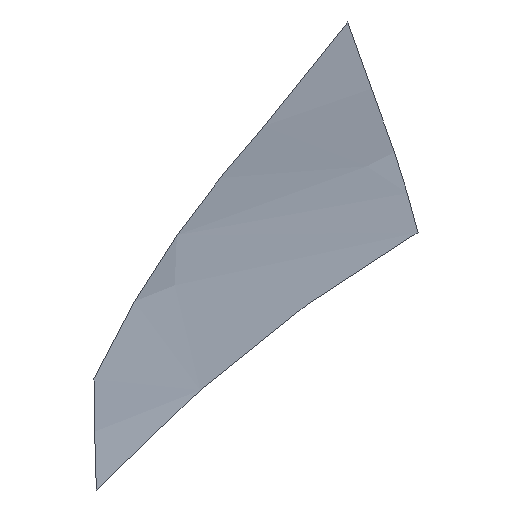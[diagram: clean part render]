
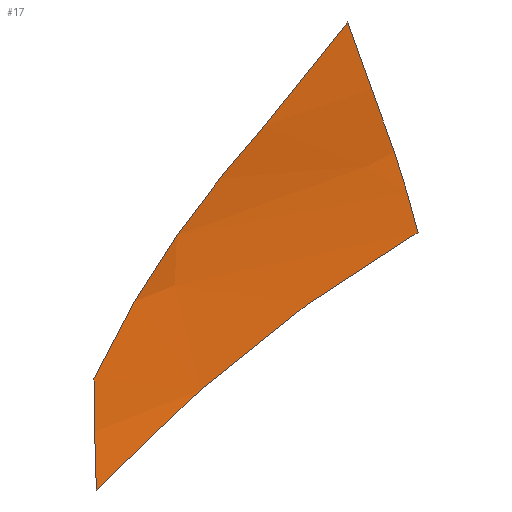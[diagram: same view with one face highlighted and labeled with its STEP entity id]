
A CAD part, isometric view. The second image highlights one B-rep face of the part: STEP entity #17.
In plain terms, the highlighted free-form (B-spline) face has degree [3, 3] with [4, 4] control points.
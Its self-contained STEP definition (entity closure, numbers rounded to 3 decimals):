
#17 = ADVANCED_FACE('',(#18),#50,.T.);
#18 = FACE_BOUND('',#19,.F.);
#19 = EDGE_LOOP('',(#20,#73,#107,#141));
#20 = ORIENTED_EDGE('',*,*,#21,.T.);
#21 = EDGE_CURVE('',#22,#24,#26,.T.);
#22 = VERTEX_POINT('',#23);
#23 = CARTESIAN_POINT('',(1.401,1.535,0.664)
  );
#24 = VERTEX_POINT('',#25);
#25 = CARTESIAN_POINT('',(2.869,3.047,0.997)
  );
#26 = SURFACE_CURVE('',#27,(#49),.PCURVE_S1.);
#27 = B_SPLINE_CURVE_WITH_KNOTS('',1,(#28,#29,#30,#31,#32,#33,#34,#35,
    #36,#37,#38,#39,#40,#41,#42,#43,#44,#45,#46,#47,#48),.UNSPECIFIED.,
  .F.,.F.,(2,1,1,1,1,1,1,1,1,1,1,1,1,1,1,1,1,1,1,1,2),(0.,
    0.007,0.014,0.021,
    0.028,0.035,0.042,
    0.049,0.057,0.064,
    0.071,0.078,0.085,
    0.092,0.099,0.106,0.113,
    0.12,0.127,0.134,0.141),
  .PIECEWISE_BEZIER_KNOTS.);
#28 = CARTESIAN_POINT('',(1.401,1.535,0.664)
  );
#29 = CARTESIAN_POINT('',(1.473,1.611,0.69)
  );
#30 = CARTESIAN_POINT('',(1.545,1.687,0.714));
#31 = CARTESIAN_POINT('',(1.618,1.763,0.738)
  );
#32 = CARTESIAN_POINT('',(1.69,1.839,0.761)
  );
#33 = CARTESIAN_POINT('',(1.763,1.915,0.783));
#34 = CARTESIAN_POINT('',(1.835,1.991,0.804)
  );
#35 = CARTESIAN_POINT('',(1.908,2.066,0.824)
  );
#36 = CARTESIAN_POINT('',(1.981,2.142,0.843)
  );
#37 = CARTESIAN_POINT('',(2.055,2.218,0.862));
#38 = CARTESIAN_POINT('',(2.128,2.293,0.879));
#39 = CARTESIAN_POINT('',(2.201,2.369,0.895)
  );
#40 = CARTESIAN_POINT('',(2.275,2.444,0.91)
  );
#41 = CARTESIAN_POINT('',(2.349,2.52,0.925)
  );
#42 = CARTESIAN_POINT('',(2.423,2.595,0.938));
#43 = CARTESIAN_POINT('',(2.497,2.67,0.951));
#44 = CARTESIAN_POINT('',(2.571,2.746,0.962));
#45 = CARTESIAN_POINT('',(2.645,2.821,0.972)
  );
#46 = CARTESIAN_POINT('',(2.719,2.896,0.982));
#47 = CARTESIAN_POINT('',(2.794,2.971,0.99)
  );
#48 = CARTESIAN_POINT('',(2.869,3.047,0.997)
  );
#49 = PCURVE('',#50,#67);
#50 = B_SPLINE_SURFACE_WITH_KNOTS('',3,3,(
    (#51,#52,#53,#54)
    ,(#55,#56,#57,#58)
    ,(#59,#60,#61,#62)
    ,(#63,#64,#65,#66
    )),.UNSPECIFIED.,.F.,.F.,.F.,(4,4),(4,4),(0.,1.),(0.,1.),
  .PIECEWISE_BEZIER_KNOTS.);
#51 = CARTESIAN_POINT('',(0.,0.,0.));
#52 = CARTESIAN_POINT('',(0.,5.162,0.));
#53 = CARTESIAN_POINT('',(0.,9.838,0.));
#54 = CARTESIAN_POINT('',(0.,15.,-0.));
#55 = CARTESIAN_POINT('',(4.544,0.,2.573));
#56 = CARTESIAN_POINT('',(4.544,5.162,2.712)
  );
#57 = CARTESIAN_POINT('',(4.544,9.838,-2.712)
  );
#58 = CARTESIAN_POINT('',(4.544,15.,-2.573));
#59 = CARTESIAN_POINT('',(10.456,0.,2.573));
#60 = CARTESIAN_POINT('',(10.456,5.162,2.712)
  );
#61 = CARTESIAN_POINT('',(10.456,9.838,-2.712
    ));
#62 = CARTESIAN_POINT('',(10.456,15.,-2.573));
#63 = CARTESIAN_POINT('',(15.,0.,0.));
#64 = CARTESIAN_POINT('',(15.,5.162,0.));
#65 = CARTESIAN_POINT('',(15.,9.838,0.));
#66 = CARTESIAN_POINT('',(15.,15.,0.));
#67 = DEFINITIONAL_REPRESENTATION('',(#68),#72);
#68 = LINE('',#69,#70);
#69 = CARTESIAN_POINT('',(0.1,0.1));
#70 = VECTOR('',#71,1.);
#71 = DIRECTION('',(0.707,0.707));
#72 = ( GEOMETRIC_REPRESENTATION_CONTEXT(2) 
PARAMETRIC_REPRESENTATION_CONTEXT() REPRESENTATION_CONTEXT('2D SPACE',''
  ) );
#73 = ORIENTED_EDGE('',*,*,#74,.T.);
#74 = EDGE_CURVE('',#24,#75,#77,.T.);
#75 = VERTEX_POINT('',#76);
#76 = CARTESIAN_POINT('',(12.131,7.5,0.));
#77 = SURFACE_CURVE('',#78,(#100),.PCURVE_S1.);
#78 = B_SPLINE_CURVE_WITH_KNOTS('',1,(#79,#80,#81,#82,#83,#84,#85,#86,
    #87,#88,#89,#90,#91,#92,#93,#94,#95,#96,#97,#98,#99),.UNSPECIFIED.,
  .F.,.F.,(2,1,1,1,1,1,1,1,1,1,1,1,1,1,1,1,1,1,1,1,2),(0.,
    0.034,0.067,0.101,0.134,
    0.168,0.201,0.235,0.268,
    0.302,0.335,0.369,0.402,
    0.436,0.47,0.503,0.537,
    0.57,0.604,0.637,0.671),
  .PIECEWISE_BEZIER_KNOTS.);
#79 = CARTESIAN_POINT('',(2.869,3.047,0.997)
  );
#80 = CARTESIAN_POINT('',(3.319,3.272,1.064)
  );
#81 = CARTESIAN_POINT('',(3.774,3.496,1.109)
  );
#82 = CARTESIAN_POINT('',(4.232,3.721,1.135)
  );
#83 = CARTESIAN_POINT('',(4.693,3.945,1.142));
#84 = CARTESIAN_POINT('',(5.157,4.168,1.131)
  );
#85 = CARTESIAN_POINT('',(5.623,4.392,1.104)
  );
#86 = CARTESIAN_POINT('',(6.09,4.615,1.062)
  );
#87 = CARTESIAN_POINT('',(6.56,4.838,1.007)
  );
#88 = CARTESIAN_POINT('',(7.03,5.061,0.94)
  );
#89 = CARTESIAN_POINT('',(7.5,5.283,0.864));
#90 = CARTESIAN_POINT('',(7.97,5.505,0.779)
  );
#91 = CARTESIAN_POINT('',(8.44,5.727,0.689)
  );
#92 = CARTESIAN_POINT('',(8.91,5.949,0.595)
  );
#93 = CARTESIAN_POINT('',(9.377,6.171,0.499)
  );
#94 = CARTESIAN_POINT('',(9.843,6.393,0.403));
#95 = CARTESIAN_POINT('',(10.307,6.614,0.309)
  );
#96 = CARTESIAN_POINT('',(10.768,6.836,0.22)
  );
#97 = CARTESIAN_POINT('',(11.226,7.057,0.137)
  );
#98 = CARTESIAN_POINT('',(11.681,7.279,
    0.063));
#99 = CARTESIAN_POINT('',(12.131,7.5,0.));
#100 = PCURVE('',#50,#101);
#101 = DEFINITIONAL_REPRESENTATION('',(#102),#106);
#102 = LINE('',#103,#104);
#103 = CARTESIAN_POINT('',(0.2,0.2));
#104 = VECTOR('',#105,1.);
#105 = DIRECTION('',(0.894,0.447));
#106 = ( GEOMETRIC_REPRESENTATION_CONTEXT(2) 
PARAMETRIC_REPRESENTATION_CONTEXT() REPRESENTATION_CONTEXT('2D SPACE',''
  ) );
#107 = ORIENTED_EDGE('',*,*,#108,.T.);
#108 = EDGE_CURVE('',#75,#109,#111,.T.);
#109 = VERTEX_POINT('',#110);
#110 = CARTESIAN_POINT('',(7.5,1.535,1.844));
#111 = SURFACE_CURVE('',#112,(#134),.PCURVE_S1.);
#112 = B_SPLINE_CURVE_WITH_KNOTS('',1,(#113,#114,#115,#116,#117,#118,
    #119,#120,#121,#122,#123,#124,#125,#126,#127,#128,#129,#130,#131,
    #132,#133),.UNSPECIFIED.,.F.,.F.,(2,1,1,1,1,1,1,1,1,1,1,1,1,1,1,1,1,
    1,1,1,2),(0.,0.025,0.05,0.075,0.1,0.125,0.15,0.175,0.2,0.225,
    0.25,0.275,0.3,0.325,0.35,0.375,0.4,0.425,0.45,0.475,0.5),
  .PIECEWISE_BEZIER_KNOTS.);
#113 = CARTESIAN_POINT('',(12.131,7.5,0.));
#114 = CARTESIAN_POINT('',(11.907,7.205,
    0.08));
#115 = CARTESIAN_POINT('',(11.681,6.91,0.168
    ));
#116 = CARTESIAN_POINT('',(11.454,6.614,0.263
    ));
#117 = CARTESIAN_POINT('',(11.226,6.319,0.363
    ));
#118 = CARTESIAN_POINT('',(10.998,6.023,0.468
    ));
#119 = CARTESIAN_POINT('',(10.768,5.727,0.576
    ));
#120 = CARTESIAN_POINT('',(10.538,5.431,0.686)
  );
#121 = CARTESIAN_POINT('',(10.307,5.135,0.798
    ));
#122 = CARTESIAN_POINT('',(10.076,4.838,0.91
    ));
#123 = CARTESIAN_POINT('',(9.843,4.541,1.021)
  );
#124 = CARTESIAN_POINT('',(9.611,4.243,1.13)
  );
#125 = CARTESIAN_POINT('',(9.377,3.945,1.236)
  );
#126 = CARTESIAN_POINT('',(9.144,3.646,1.338)
  );
#127 = CARTESIAN_POINT('',(8.91,3.347,1.434)
  );
#128 = CARTESIAN_POINT('',(8.675,3.047,1.523)
  );
#129 = CARTESIAN_POINT('',(8.44,2.746,1.606)
  );
#130 = CARTESIAN_POINT('',(8.206,2.444,1.68)
  );
#131 = CARTESIAN_POINT('',(7.97,2.142,1.745)
  );
#132 = CARTESIAN_POINT('',(7.735,1.839,1.8)
  );
#133 = CARTESIAN_POINT('',(7.5,1.535,1.844));
#134 = PCURVE('',#50,#135);
#135 = DEFINITIONAL_REPRESENTATION('',(#136),#140);
#136 = LINE('',#137,#138);
#137 = CARTESIAN_POINT('',(0.8,0.5));
#138 = VECTOR('',#139,1.);
#139 = DIRECTION('',(-0.6,-0.8));
#140 = ( GEOMETRIC_REPRESENTATION_CONTEXT(2) 
PARAMETRIC_REPRESENTATION_CONTEXT() REPRESENTATION_CONTEXT('2D SPACE',''
  ) );
#141 = ORIENTED_EDGE('',*,*,#142,.T.);
#142 = EDGE_CURVE('',#109,#22,#143,.T.);
#143 = SURFACE_CURVE('',#144,(#166),.PCURVE_S1.);
#144 = B_SPLINE_CURVE_WITH_KNOTS('',1,(#145,#146,#147,#148,#149,#150,
    #151,#152,#153,#154,#155,#156,#157,#158,#159,#160,#161,#162,#163,
    #164,#165),.UNSPECIFIED.,.F.,.F.,(2,1,1,1,1,1,1,1,1,1,1,1,1,1,1,1,1,
    1,1,1,2),(0.,0.02,0.04,0.06,0.08,0.1,0.12,0.14,0.16,0.18,0.2
    ,0.22,0.24,0.26,0.28,0.3,0.32,0.34,0.36,0.38,0.4),.UNSPECIFIED.);
#145 = CARTESIAN_POINT('',(7.5,1.535,1.844));
#146 = CARTESIAN_POINT('',(7.186,1.535,1.841)
  );
#147 = CARTESIAN_POINT('',(6.873,1.535,1.832)
  );
#148 = CARTESIAN_POINT('',(6.56,1.535,1.818)
  );
#149 = CARTESIAN_POINT('',(6.247,1.535,1.797)
  );
#150 = CARTESIAN_POINT('',(5.934,1.535,1.771)
  );
#151 = CARTESIAN_POINT('',(5.623,1.535,1.738)
  );
#152 = CARTESIAN_POINT('',(5.312,1.535,1.7)
  );
#153 = CARTESIAN_POINT('',(5.002,1.535,1.655)
  );
#154 = CARTESIAN_POINT('',(4.693,1.535,1.605)
  );
#155 = CARTESIAN_POINT('',(4.385,1.535,1.549)
  );
#156 = CARTESIAN_POINT('',(4.079,1.535,1.487)
  );
#157 = CARTESIAN_POINT('',(3.774,1.535,1.419)
  );
#158 = CARTESIAN_POINT('',(3.47,1.535,1.346)
  );
#159 = CARTESIAN_POINT('',(3.168,1.535,1.266)
  );
#160 = CARTESIAN_POINT('',(2.869,1.535,1.18)
  );
#161 = CARTESIAN_POINT('',(2.571,1.535,1.089)
  );
#162 = CARTESIAN_POINT('',(2.275,1.535,0.991)
  );
#163 = CARTESIAN_POINT('',(1.981,1.535,0.888)
  );
#164 = CARTESIAN_POINT('',(1.69,1.535,0.779)
  );
#165 = CARTESIAN_POINT('',(1.401,1.535,0.664)
  );
#166 = PCURVE('',#50,#167);
#167 = DEFINITIONAL_REPRESENTATION('',(#168),#172);
#168 = LINE('',#169,#170);
#169 = CARTESIAN_POINT('',(0.5,0.1));
#170 = VECTOR('',#171,1.);
#171 = DIRECTION('',(-1.,0.));
#172 = ( GEOMETRIC_REPRESENTATION_CONTEXT(2) 
PARAMETRIC_REPRESENTATION_CONTEXT() REPRESENTATION_CONTEXT('2D SPACE',''
  ) );
